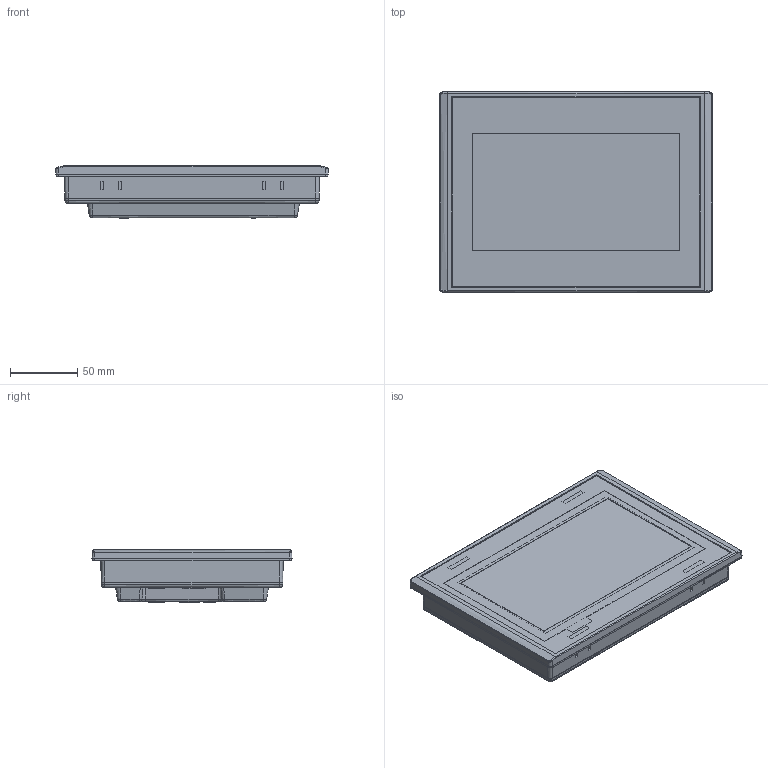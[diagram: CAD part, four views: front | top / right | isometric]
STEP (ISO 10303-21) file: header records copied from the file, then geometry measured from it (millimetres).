
FILE_DESCRIPTION((''),'2;1');
FILE_NAME('7072GI','2022-09-15T17:10:54',('pjl'),(''),'CREO PARAMETRIC BY PTC INC, 2019010','CREO PARAMETRIC BY PTC INC, 2019010','');
FILE_SCHEMA(('AUTOMOTIVE_DESIGN { 1 0 10303 214 1 1 1 1 }'));
Products named in the file (1): 7072GI
Bounding box: 203 x 149 x 38.8 mm (x, y, z)
Surface area: 247779.6 mm2 (no closed solid volume)
Topology: 0 solids, 0 shells, 2025 faces, 11052 edges, 11052 vertices
Faces by surface type: bspline 2009, torus 12, sphere 4
Entity records: 165893 total; most frequent: CARTESIAN_POINT 43622, DIRECTION 16696, TRIMMED_CURVE 15852, VECTOR 15040, LINE 15040, DEFINITIONAL_REPRESENTATION 11052, PCURVE 11052, COMPOSITE_CURVE_SEGMENT 11052
